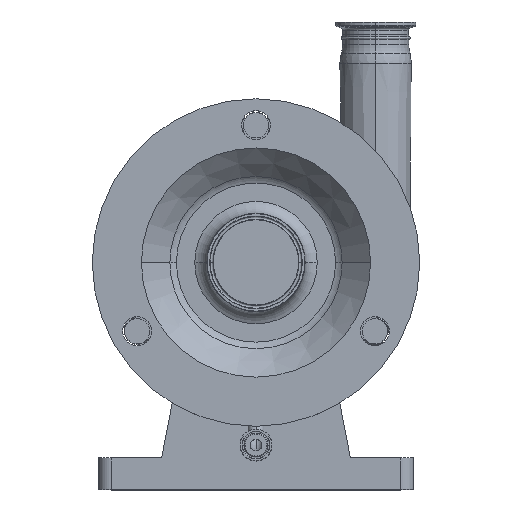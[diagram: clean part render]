
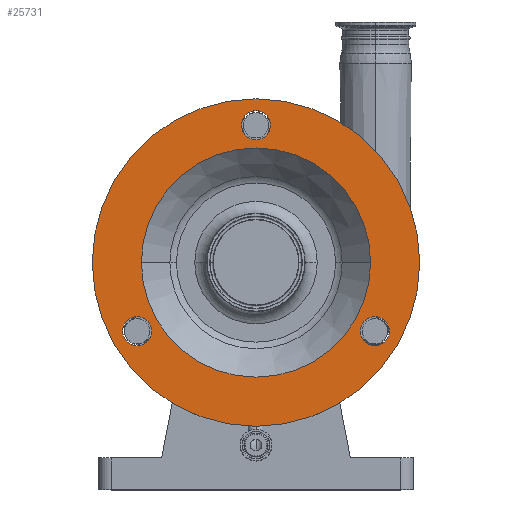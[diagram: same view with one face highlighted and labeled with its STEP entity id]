
A CAD part, top view. The second image highlights one B-rep face of the part: STEP entity #25731.
In plain terms, the highlighted planar face has unit normal (0, 0, 1).
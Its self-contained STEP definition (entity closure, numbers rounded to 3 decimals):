
#161 = VERTEX_POINT ( 'NONE', #15208 ) ;
#166 = EDGE_CURVE ( 'NONE', #161, #194, #15220, .T. ) ;
#173 = VERTEX_POINT ( 'NONE', #15190 ) ;
#178 = EDGE_CURVE ( 'NONE', #206, #173, #15321, .T. ) ;
#194 = VERTEX_POINT ( 'NONE', #15615 ) ;
#206 = VERTEX_POINT ( 'NONE', #15572 ) ;
#210 = VERTEX_POINT ( 'NONE', #15434 ) ;
#215 = VERTEX_POINT ( 'NONE', #15419 ) ;
#217 = EDGE_CURVE ( 'NONE', #245, #218, #15418, .T. ) ;
#218 = VERTEX_POINT ( 'NONE', #15455 ) ;
#245 = VERTEX_POINT ( 'NONE', #15743 ) ;
#284 = EDGE_CURVE ( 'NONE', #340, #210, #15909, .T. ) ;
#294 = EDGE_CURVE ( 'NONE', #215, #296, #16019, .T. ) ;
#296 = VERTEX_POINT ( 'NONE', #16021 ) ;
#340 = VERTEX_POINT ( 'NONE', #16263 ) ;
#13541 = AXIS2_PLACEMENT_3D ( 'NONE', #13732, #13731, #13730 ) ;
#13551 = CIRCLE ( 'NONE', #13541, 91. ) ;
#13730 = DIRECTION ( 'NONE',  ( 1., 0., 0. ) ) ;
#13731 = DIRECTION ( 'NONE',  ( 0., 0., 1. ) ) ;
#13732 = CARTESIAN_POINT ( 'NONE',  ( 0., 0., 218.5 ) ) ;
#13927 = AXIS2_PLACEMENT_3D ( 'NONE', #14074, #14073, #14042 ) ;
#14019 = FACE_BOUND ( 'NONE', #25767, .T. ) ;
#14042 = DIRECTION ( 'NONE',  ( -1., 0., 0. ) ) ;
#14073 = DIRECTION ( 'NONE',  ( 0., 0., -1. ) ) ;
#14074 = CARTESIAN_POINT ( 'NONE',  ( 0., 39., 218.5 ) ) ;
#14082 = FACE_BOUND ( 'NONE', #25773, .T. ) ;
#14083 = FACE_BOUND ( 'NONE', #25692, .T. ) ;
#14085 = FACE_OUTER_BOUND ( 'NONE', #25761, .T. ) ;
#14086 = FACE_BOUND ( 'NONE', #25774, .T. ) ;
#14090 = PLANE ( 'NONE',  #13927 ) ;
#14545 = DIRECTION ( 'NONE',  ( 1., 0., 0. ) ) ;
#14546 = DIRECTION ( 'NONE',  ( 0., 0., 1. ) ) ;
#14548 = CARTESIAN_POINT ( 'NONE',  ( 0., 0., 218.5 ) ) ;
#14549 = AXIS2_PLACEMENT_3D ( 'NONE', #14548, #14546, #14545 ) ;
#14551 = CIRCLE ( 'NONE', #14549, 130. ) ;
#14557 = DIRECTION ( 'NONE',  ( 1., 0., 0. ) ) ;
#14559 = DIRECTION ( 'NONE',  ( 0., 0., 1. ) ) ;
#14560 = AXIS2_PLACEMENT_3D ( 'NONE', #14572, #14559, #14557 ) ;
#14562 = CIRCLE ( 'NONE', #14560, 11.5 ) ;
#14572 = CARTESIAN_POINT ( 'NONE',  ( 0., 109., 218.5 ) ) ;
#14748 = AXIS2_PLACEMENT_3D ( 'NONE', #14845, #14844, #14843 ) ;
#14765 = CIRCLE ( 'NONE', #14748, 11.5 ) ;
#14843 = DIRECTION ( 'NONE',  ( -0.5, -0.866, 0. ) ) ;
#14844 = DIRECTION ( 'NONE',  ( 0., 0., 1. ) ) ;
#14845 = CARTESIAN_POINT ( 'NONE',  ( 94.397, -54.5, 218.5 ) ) ;
#15176 = DIRECTION ( 'NONE',  ( -0.5, 0.866, 0. ) ) ;
#15177 = DIRECTION ( 'NONE',  ( 0., 0., 1. ) ) ;
#15178 = CARTESIAN_POINT ( 'NONE',  ( -94.397, -54.5, 218.5 ) ) ;
#15183 = DIRECTION ( 'NONE',  ( 1., 0., 0. ) ) ;
#15184 = DIRECTION ( 'NONE',  ( 0., 0., 1. ) ) ;
#15185 = CARTESIAN_POINT ( 'NONE',  ( 0., 0., 218.5 ) ) ;
#15186 = AXIS2_PLACEMENT_3D ( 'NONE', #15185, #15184, #15183 ) ;
#15190 = CARTESIAN_POINT ( 'NONE',  ( 11.5, 109., 218.5 ) ) ;
#15208 = CARTESIAN_POINT ( 'NONE',  ( 130., 0., 218.5 ) ) ;
#15220 = CIRCLE ( 'NONE', #15186, 130. ) ;
#15282 = AXIS2_PLACEMENT_3D ( 'NONE', #15178, #15177, #15176 ) ;
#15284 = CIRCLE ( 'NONE', #15282, 11.5 ) ;
#15321 = CIRCLE ( 'NONE', #15529, 11.5 ) ;
#15416 = CARTESIAN_POINT ( 'NONE',  ( -94.397, -54.5, 218.5 ) ) ;
#15418 = CIRCLE ( 'NONE', #15570, 11.5 ) ;
#15419 = CARTESIAN_POINT ( 'NONE',  ( 100.147, -44.541, 218.5 ) ) ;
#15434 = CARTESIAN_POINT ( 'NONE',  ( 91., 0., 218.5 ) ) ;
#15455 = CARTESIAN_POINT ( 'NONE',  ( -100.147, -44.541, 218.5 ) ) ;
#15528 = DIRECTION ( 'NONE',  ( 1., 0., 0. ) ) ;
#15529 = AXIS2_PLACEMENT_3D ( 'NONE', #15591, #15553, #15528 ) ;
#15553 = DIRECTION ( 'NONE',  ( 0., 0., 1. ) ) ;
#15570 = AXIS2_PLACEMENT_3D ( 'NONE', #15416, #15651, #15650 ) ;
#15572 = CARTESIAN_POINT ( 'NONE',  ( -11.5, 109., 218.5 ) ) ;
#15591 = CARTESIAN_POINT ( 'NONE',  ( 0., 109., 218.5 ) ) ;
#15615 = CARTESIAN_POINT ( 'NONE',  ( -130., 0., 218.5 ) ) ;
#15650 = DIRECTION ( 'NONE',  ( -0.5, 0.866, 0. ) ) ;
#15651 = DIRECTION ( 'NONE',  ( 0., 0., 1. ) ) ;
#15693 = DIRECTION ( 'NONE',  ( -0.5, -0.866, 0. ) ) ;
#15694 = DIRECTION ( 'NONE',  ( 0., 0., 1. ) ) ;
#15743 = CARTESIAN_POINT ( 'NONE',  ( -88.647, -64.459, 218.5 ) ) ;
#15902 = CARTESIAN_POINT ( 'NONE',  ( 0., 0., 218.5 ) ) ;
#15909 = CIRCLE ( 'NONE', #15977, 91. ) ;
#15938 = DIRECTION ( 'NONE',  ( 1., 0., 0. ) ) ;
#15940 = DIRECTION ( 'NONE',  ( 0., 0., 1. ) ) ;
#15943 = CARTESIAN_POINT ( 'NONE',  ( 94.397, -54.5, 218.5 ) ) ;
#15977 = AXIS2_PLACEMENT_3D ( 'NONE', #15902, #15940, #15938 ) ;
#16012 = AXIS2_PLACEMENT_3D ( 'NONE', #15943, #15694, #15693 ) ;
#16019 = CIRCLE ( 'NONE', #16012, 11.5 ) ;
#16021 = CARTESIAN_POINT ( 'NONE',  ( 88.647, -64.459, 218.5 ) ) ;
#16263 = CARTESIAN_POINT ( 'NONE',  ( -91., 0., 218.5 ) ) ;
#25594 = ORIENTED_EDGE ( 'NONE', *, *, #25690, .F. ) ;
#25690 = EDGE_CURVE ( 'NONE', #210, #340, #13551, .T. ) ;
#25691 = ORIENTED_EDGE ( 'NONE', *, *, #25764, .F. ) ;
#25692 = EDGE_LOOP ( 'NONE', ( #25775, #25763 ) ) ;
#25714 = ORIENTED_EDGE ( 'NONE', *, *, #25787, .F. ) ;
#25731 = ADVANCED_FACE ( 'NONE', ( #14086, #14083, #14082, #14085, #14019 ), #14090, .F. ) ;
#25759 = ORIENTED_EDGE ( 'NONE', *, *, #294, .F. ) ;
#25760 = ORIENTED_EDGE ( 'NONE', *, *, #178, .F. ) ;
#25761 = EDGE_LOOP ( 'NONE', ( #25762, #25765 ) ) ;
#25762 = ORIENTED_EDGE ( 'NONE', *, *, #166, .T. ) ;
#25763 = ORIENTED_EDGE ( 'NONE', *, *, #217, .F. ) ;
#25764 = EDGE_CURVE ( 'NONE', #173, #206, #14562, .T. ) ;
#25765 = ORIENTED_EDGE ( 'NONE', *, *, #25766, .T. ) ;
#25766 = EDGE_CURVE ( 'NONE', #194, #161, #14551, .T. ) ;
#25767 = EDGE_LOOP ( 'NONE', ( #25594, #25811 ) ) ;
#25773 = EDGE_LOOP ( 'NONE', ( #25691, #25760 ) ) ;
#25774 = EDGE_LOOP ( 'NONE', ( #25714, #25759 ) ) ;
#25775 = ORIENTED_EDGE ( 'NONE', *, *, #25879, .F. ) ;
#25787 = EDGE_CURVE ( 'NONE', #296, #215, #14765, .T. ) ;
#25811 = ORIENTED_EDGE ( 'NONE', *, *, #284, .F. ) ;
#25879 = EDGE_CURVE ( 'NONE', #218, #245, #15284, .T. ) ;
